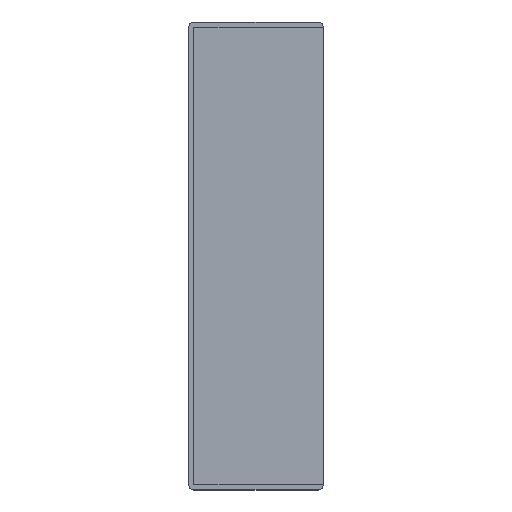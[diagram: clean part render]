
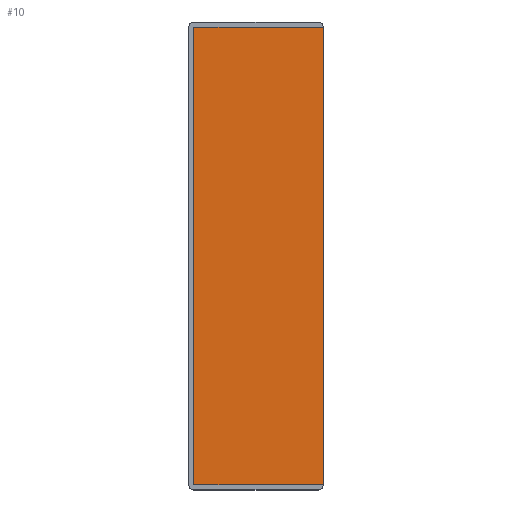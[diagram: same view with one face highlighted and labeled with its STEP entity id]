
A CAD part, top view. The second image highlights one B-rep face of the part: STEP entity #10.
In plain terms, the highlighted planar face has unit normal (0, 0, 1).
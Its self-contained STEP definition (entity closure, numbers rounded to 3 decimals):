
#2 = EDGE_CURVE ( 'NONE', #246, #99, #185, .T. ) ;
#10 = ADVANCED_FACE ( 'NONE', ( #20 ), #410, .F. ) ;
#14 = LINE ( 'NONE', #296, #73 ) ;
#20 = FACE_OUTER_BOUND ( 'NONE', #243, .T. ) ;
#22 = CARTESIAN_POINT ( 'NONE',  ( 0., 0., 0. ) ) ;
#68 = DIRECTION ( 'NONE',  ( -1., 0., 0. ) ) ;
#73 = VECTOR ( 'NONE', #442, 1000. ) ;
#84 = DIRECTION ( 'NONE',  ( 0., 1., 0. ) ) ;
#87 = CARTESIAN_POINT ( 'NONE',  ( 22.5, 61., 0. ) ) ;
#99 = VERTEX_POINT ( 'NONE', #330 ) ;
#101 = VERTEX_POINT ( 'NONE', #368 ) ;
#105 = EDGE_CURVE ( 'NONE', #101, #430, #14, .T. ) ;
#111 = ORIENTED_EDGE ( 'NONE', *, *, #105, .F. ) ;
#125 = DIRECTION ( 'NONE',  ( -1., 0., 0. ) ) ;
#145 = CARTESIAN_POINT ( 'NONE',  ( -24., -116., 0. ) ) ;
#147 = CARTESIAN_POINT ( 'NONE',  ( 26., 63., 0. ) ) ;
#162 = DIRECTION ( 'NONE',  ( 1., 0., 0. ) ) ;
#173 = CARTESIAN_POINT ( 'NONE',  ( -24., 61., 0. ) ) ;
#180 = ORIENTED_EDGE ( 'NONE', *, *, #2, .T. ) ;
#185 = LINE ( 'NONE', #147, #381 ) ;
#186 = LINE ( 'NONE', #145, #286 ) ;
#199 = EDGE_CURVE ( 'NONE', #246, #101, #186, .T. ) ;
#243 = EDGE_LOOP ( 'NONE', ( #401, #180, #325, #111 ) ) ;
#246 = VERTEX_POINT ( 'NONE', #285 ) ;
#285 = CARTESIAN_POINT ( 'NONE',  ( 26., -116., 0. ) ) ;
#286 = VECTOR ( 'NONE', #68, 1000. ) ;
#296 = CARTESIAN_POINT ( 'NONE',  ( -24., 61., 0. ) ) ;
#325 = ORIENTED_EDGE ( 'NONE', *, *, #353, .F. ) ;
#327 = VECTOR ( 'NONE', #162, 1000. ) ;
#330 = CARTESIAN_POINT ( 'NONE',  ( 26., 61., 0. ) ) ;
#353 = EDGE_CURVE ( 'NONE', #430, #99, #443, .T. ) ;
#368 = CARTESIAN_POINT ( 'NONE',  ( -24., -116., 0. ) ) ;
#381 = VECTOR ( 'NONE', #84, 1000. ) ;
#401 = ORIENTED_EDGE ( 'NONE', *, *, #199, .F. ) ;
#410 = PLANE ( 'NONE',  #432 ) ;
#430 = VERTEX_POINT ( 'NONE', #173 ) ;
#432 = AXIS2_PLACEMENT_3D ( 'NONE', #22, #438, #125 ) ;
#438 = DIRECTION ( 'NONE',  ( 0., 0., -1. ) ) ;
#442 = DIRECTION ( 'NONE',  ( 0., 1., 0. ) ) ;
#443 = LINE ( 'NONE', #87, #327 ) ;
